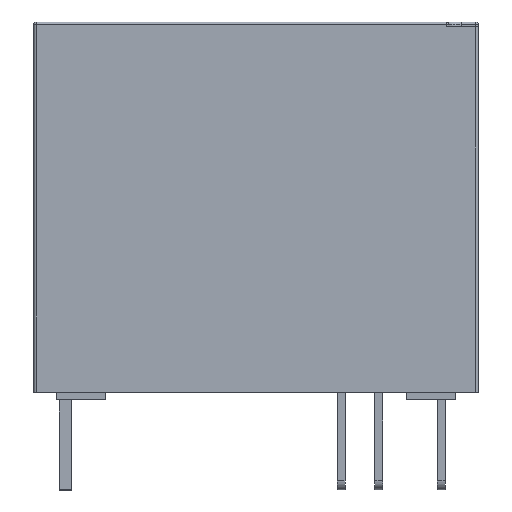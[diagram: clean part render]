
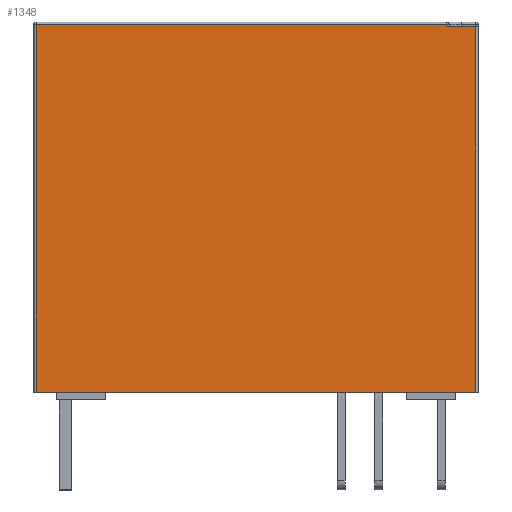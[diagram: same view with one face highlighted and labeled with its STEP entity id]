
A CAD part, top view. The second image highlights one B-rep face of the part: STEP entity #1348.
In plain terms, the highlighted planar face has unit normal (0, 0, 1).
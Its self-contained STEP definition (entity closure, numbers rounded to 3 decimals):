
#46 = LINE ( 'NONE', #889, #1815 ) ;
#100 = VECTOR ( 'NONE', #3232, 1000. ) ;
#102 = ORIENTED_EDGE ( 'NONE', *, *, #1241, .T. ) ;
#113 = DIRECTION ( 'NONE',  ( 0., 1., 0. ) ) ;
#121 = EDGE_CURVE ( 'NONE', #1837, #525, #1319, .T. ) ;
#207 = VERTEX_POINT ( 'NONE', #2320 ) ;
#247 = CARTESIAN_POINT ( 'NONE',  ( -8.91, 15.2, 4.975 ) ) ;
#255 = VERTEX_POINT ( 'NONE', #882 ) ;
#525 = VERTEX_POINT ( 'NONE', #3008 ) ;
#612 = EDGE_CURVE ( 'NONE', #255, #207, #46, .T. ) ;
#690 = LINE ( 'NONE', #3163, #2871 ) ;
#705 = ORIENTED_EDGE ( 'NONE', *, *, #2024, .T. ) ;
#765 = VERTEX_POINT ( 'NONE', #1983 ) ;
#776 = CARTESIAN_POINT ( 'NONE',  ( -9.01, 15.3, 4.975 ) ) ;
#882 = CARTESIAN_POINT ( 'NONE',  ( 7.71, 15.1, 4.975 ) ) ;
#889 = CARTESIAN_POINT ( 'NONE',  ( 7.71, 15.3, 4.975 ) ) ;
#912 = VERTEX_POINT ( 'NONE', #247 ) ;
#930 = ORIENTED_EDGE ( 'NONE', *, *, #963, .T. ) ;
#961 = DIRECTION ( 'NONE',  ( 0., -1., 0. ) ) ;
#963 = EDGE_CURVE ( 'NONE', #1837, #765, #1028, .T. ) ;
#965 = EDGE_CURVE ( 'NONE', #255, #765, #2109, .T. ) ;
#1028 = LINE ( 'NONE', #3075, #2912 ) ;
#1032 = PLANE ( 'NONE',  #2442 ) ;
#1096 = VECTOR ( 'NONE', #3116, 1000. ) ;
#1217 = LINE ( 'NONE', #1705, #2379 ) ;
#1241 = EDGE_CURVE ( 'NONE', #207, #912, #1217, .T. ) ;
#1259 = FACE_OUTER_BOUND ( 'NONE', #2700, .T. ) ;
#1319 = LINE ( 'NONE', #1770, #100 ) ;
#1348 = ADVANCED_FACE ( 'NONE', ( #1259 ), #1032, .F. ) ;
#1399 = CARTESIAN_POINT ( 'NONE',  ( 9.01, 15.1, 4.975 ) ) ;
#1705 = CARTESIAN_POINT ( 'NONE',  ( -9.01, 15.2, 4.975 ) ) ;
#1770 = CARTESIAN_POINT ( 'NONE',  ( 9.01, 0.3, 4.975 ) ) ;
#1815 = VECTOR ( 'NONE', #113, 1000. ) ;
#1837 = VERTEX_POINT ( 'NONE', #2775 ) ;
#1930 = DIRECTION ( 'NONE',  ( -1., 0., 0. ) ) ;
#1983 = CARTESIAN_POINT ( 'NONE',  ( 8.91, 15.1, 4.975 ) ) ;
#1989 = ORIENTED_EDGE ( 'NONE', *, *, #965, .F. ) ;
#2024 = EDGE_CURVE ( 'NONE', #912, #525, #690, .T. ) ;
#2109 = LINE ( 'NONE', #1399, #1096 ) ;
#2320 = CARTESIAN_POINT ( 'NONE',  ( 7.71, 15.2, 4.975 ) ) ;
#2362 = ORIENTED_EDGE ( 'NONE', *, *, #121, .F. ) ;
#2379 = VECTOR ( 'NONE', #1930, 1000. ) ;
#2442 = AXIS2_PLACEMENT_3D ( 'NONE', #776, #3025, #2771 ) ;
#2700 = EDGE_LOOP ( 'NONE', ( #2362, #930, #1989, #2863, #102, #705 ) ) ;
#2771 = DIRECTION ( 'NONE',  ( -1., 0., 0. ) ) ;
#2775 = CARTESIAN_POINT ( 'NONE',  ( 8.91, 0.3, 4.975 ) ) ;
#2849 = DIRECTION ( 'NONE',  ( 0., 1., 0. ) ) ;
#2863 = ORIENTED_EDGE ( 'NONE', *, *, #612, .T. ) ;
#2871 = VECTOR ( 'NONE', #961, 1000. ) ;
#2912 = VECTOR ( 'NONE', #2849, 1000. ) ;
#3008 = CARTESIAN_POINT ( 'NONE',  ( -8.91, 0.3, 4.975 ) ) ;
#3025 = DIRECTION ( 'NONE',  ( 0., 0., -1. ) ) ;
#3075 = CARTESIAN_POINT ( 'NONE',  ( 8.91, 15.3, 4.975 ) ) ;
#3116 = DIRECTION ( 'NONE',  ( 1., 0., 0. ) ) ;
#3163 = CARTESIAN_POINT ( 'NONE',  ( -8.91, 15.3, 4.975 ) ) ;
#3232 = DIRECTION ( 'NONE',  ( -1., 0., 0. ) ) ;
